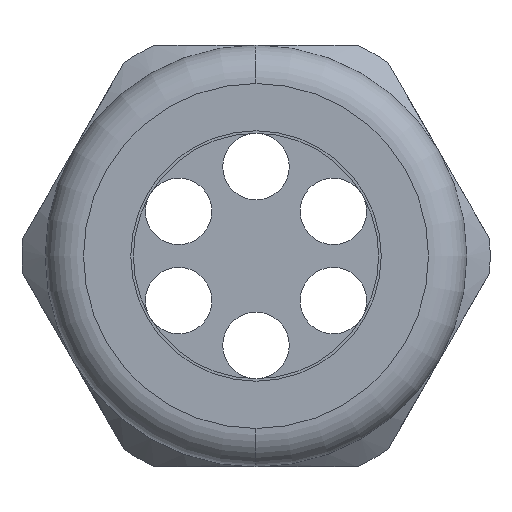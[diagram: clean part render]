
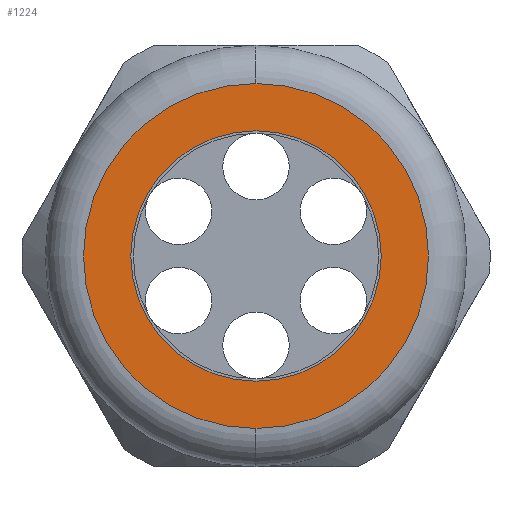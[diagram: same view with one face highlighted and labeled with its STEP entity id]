
A CAD part, left-side view. The second image highlights one B-rep face of the part: STEP entity #1224.
In plain terms, the highlighted planar face has unit normal (-1, 0, 0).
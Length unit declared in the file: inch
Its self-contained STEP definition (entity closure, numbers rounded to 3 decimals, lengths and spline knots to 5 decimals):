
#1202 = ORIENTED_EDGE ( 'NONE', *, *, #3795, .T. ) ;
#1203 = ORIENTED_EDGE ( 'NONE', *, *, #1204, .T. ) ;
#1204 = EDGE_CURVE ( 'NONE', #3698, #3743, #3939, .T. ) ;
#1205 = EDGE_LOOP ( 'NONE', ( #1206, #1208 ) ) ;
#1206 = ORIENTED_EDGE ( 'NONE', *, *, #1207, .T. ) ;
#1207 = EDGE_CURVE ( 'NONE', #3755, #4005, #3934, .T. ) ;
#1208 = ORIENTED_EDGE ( 'NONE', *, *, #4104, .T. ) ;
#1224 = ADVANCED_FACE ( 'NONE', ( #3967, #3966 ), #3965, .T. ) ;
#1225 = EDGE_LOOP ( 'NONE', ( #1202, #1203 ) ) ;
#3698 = VERTEX_POINT ( 'NONE', #4561 ) ;
#3743 = VERTEX_POINT ( 'NONE', #4559 ) ;
#3755 = VERTEX_POINT ( 'NONE', #4557 ) ;
#3795 = EDGE_CURVE ( 'NONE', #3743, #3698, #4610, .T. ) ;
#3930 = DIRECTION ( 'NONE',  ( 0., 0., -1. ) ) ;
#3931 = DIRECTION ( 'NONE',  ( 1., 0., 0. ) ) ;
#3932 = CARTESIAN_POINT ( 'NONE',  ( -1.84, 0., 0. ) ) ;
#3933 = AXIS2_PLACEMENT_3D ( 'NONE', #3932, #3931, #3930 ) ;
#3934 = CIRCLE ( 'NONE', #3933, 0.49 ) ;
#3935 = DIRECTION ( 'NONE',  ( 0., 0., 1. ) ) ;
#3936 = DIRECTION ( 'NONE',  ( -1., 0., 0. ) ) ;
#3937 = CARTESIAN_POINT ( 'NONE',  ( -1.84, 0., 0. ) ) ;
#3938 = AXIS2_PLACEMENT_3D ( 'NONE', #3937, #3936, #3935 ) ;
#3939 = CIRCLE ( 'NONE', #3938, 0.675 ) ;
#3961 = DIRECTION ( 'NONE',  ( 0., 0., 1. ) ) ;
#3962 = DIRECTION ( 'NONE',  ( -1., 0., 0. ) ) ;
#3963 = CARTESIAN_POINT ( 'NONE',  ( -1.84, 0.825, 0. ) ) ;
#3964 = AXIS2_PLACEMENT_3D ( 'NONE', #3963, #3962, #3961 ) ;
#3965 = PLANE ( 'NONE',  #3964 ) ;
#3966 = FACE_BOUND ( 'NONE', #1205, .T. ) ;
#3967 = FACE_OUTER_BOUND ( 'NONE', #1225, .T. ) ;
#4005 = VERTEX_POINT ( 'NONE', #4633 ) ;
#4104 = EDGE_CURVE ( 'NONE', #4005, #3755, #4684, .T. ) ;
#4557 = CARTESIAN_POINT ( 'NONE',  ( -1.84, 0., -0.49 ) ) ;
#4559 = CARTESIAN_POINT ( 'NONE',  ( -1.84, 0., 0.675 ) ) ;
#4561 = CARTESIAN_POINT ( 'NONE',  ( -1.84, 0., -0.675 ) ) ;
#4605 = DIRECTION ( 'NONE',  ( 0., 0., 1. ) ) ;
#4607 = DIRECTION ( 'NONE',  ( -1., 0., 0. ) ) ;
#4608 = CARTESIAN_POINT ( 'NONE',  ( -1.84, 0., 0. ) ) ;
#4609 = AXIS2_PLACEMENT_3D ( 'NONE', #4608, #4607, #4605 ) ;
#4610 = CIRCLE ( 'NONE', #4609, 0.675 ) ;
#4633 = CARTESIAN_POINT ( 'NONE',  ( -1.84, 0., 0.49 ) ) ;
#4680 = DIRECTION ( 'NONE',  ( 0., 0., -1. ) ) ;
#4681 = DIRECTION ( 'NONE',  ( 1., 0., 0. ) ) ;
#4682 = CARTESIAN_POINT ( 'NONE',  ( -1.84, 0., 0. ) ) ;
#4683 = AXIS2_PLACEMENT_3D ( 'NONE', #4682, #4681, #4680 ) ;
#4684 = CIRCLE ( 'NONE', #4683, 0.49 ) ;
